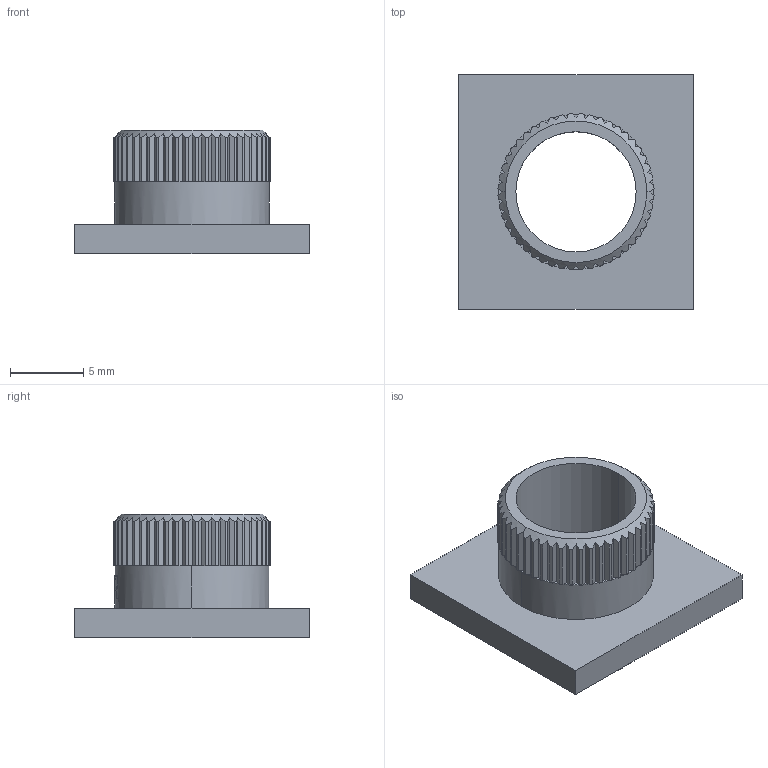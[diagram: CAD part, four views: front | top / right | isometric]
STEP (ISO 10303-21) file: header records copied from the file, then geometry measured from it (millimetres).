
FILE_DESCRIPTION (( 'STEP AP214' ), '1' );
FILE_NAME ('LF990482_69218.STEP', '2021-03-18T13:22:07', ( '' ), ( '' ), 'SwSTEP 2.0', 'SolidWorks 2018', '' );
FILE_SCHEMA (( 'AUTOMOTIVE_DESIGN' ));
Length unit declared in the file: millimetre
Products named in the file (1): LF990482_69218
Bounding box: 16 x 16 x 8.4 mm (x, y, z)
Volume: 618.4 mm3; surface area: 983 mm2
Topology: 1 solids, 1 shells, 282 faces, 731 edges, 454 vertices
Faces by surface type: plane 210, cylinder 54, bspline 14, cone 4
Entity records: 8736 total; most frequent: CARTESIAN_POINT 1985, ORIENTED_EDGE 1462, DIRECTION 1346, EDGE_CURVE 731, AXIS2_PLACEMENT_3D 495, VERTEX_POINT 454, LINE 356, VECTOR 356
